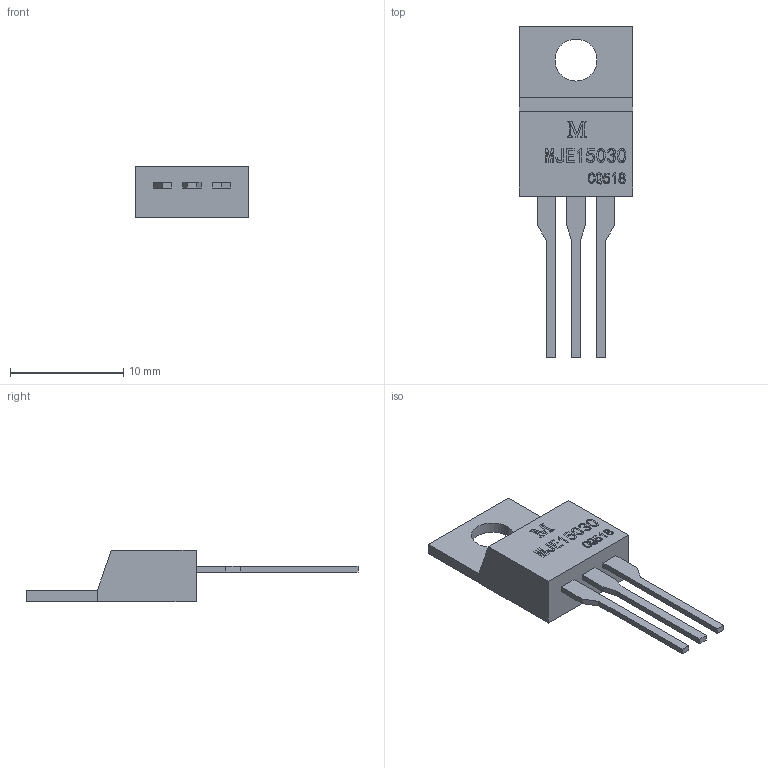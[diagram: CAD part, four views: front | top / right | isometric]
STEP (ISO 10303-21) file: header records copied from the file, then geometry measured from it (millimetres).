
FILE_DESCRIPTION (( 'STEP AP214' ), '1' );
FILE_NAME ('MJE15030.STEP', '2012-08-24T17:34:21', ( '' ), ( '' ), 'SwSTEP 2.0', 'SolidWorks 2012', '' );
FILE_SCHEMA (( 'AUTOMOTIVE_DESIGN' ));
Length unit declared in the file: millimetre
Products named in the file (1): MJE15030
Bounding box: 10 x 29.27 x 4.5 mm (x, y, z)
Volume: 443.5 mm3; surface area: 582.7 mm2
Topology: 1 solids, 1 shells, 55 faces, 246 edges, 215 vertices
Faces by surface type: plane 53, cylinder 2
Entity records: 4299 total; most frequent: CARTESIAN_POINT 1973, ORIENTED_EDGE 492, DIRECTION 303, EDGE_CURVE 246, VERTEX_POINT 215, VECTOR 183, LINE 183, EDGE_LOOP 79
